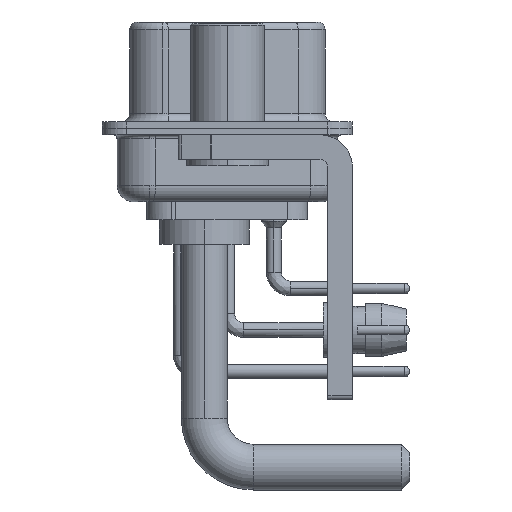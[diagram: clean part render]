
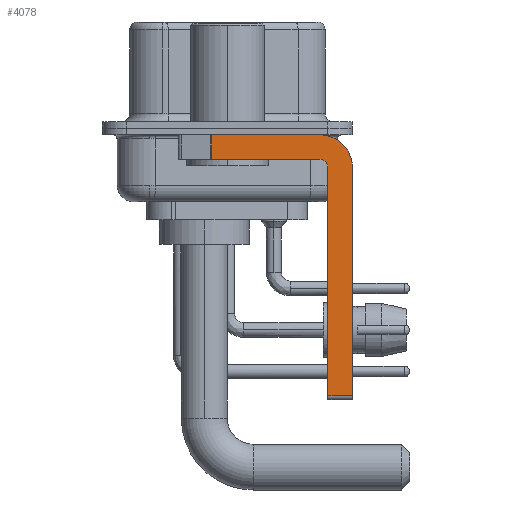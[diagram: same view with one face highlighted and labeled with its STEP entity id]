
A CAD part, left-side view. The second image highlights one B-rep face of the part: STEP entity #4078.
In plain terms, the highlighted planar face has unit normal (-1, 0, 0).
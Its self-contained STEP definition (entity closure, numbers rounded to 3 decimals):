
#474 = LINE ( 'NONE', #33447, #16656 ) ;
#929 = EDGE_CURVE ( 'NONE', #4379, #35692, #36999, .T. ) ;
#963 = FACE_OUTER_BOUND ( 'NONE', #7341, .T. ) ;
#1320 = EDGE_CURVE ( 'NONE', #37203, #35692, #36901, .T. ) ;
#2837 = CARTESIAN_POINT ( 'NONE',  ( -2.9, -7.65, -16.35 ) ) ;
#3231 = VERTEX_POINT ( 'NONE', #31503 ) ;
#3951 = DIRECTION ( 'NONE',  ( 0., -1., 0. ) ) ;
#4078 = ADVANCED_FACE ( 'NONE', ( #963 ), #9902, .F. ) ;
#4379 = VERTEX_POINT ( 'NONE', #12183 ) ;
#5675 = LINE ( 'NONE', #33757, #38179 ) ;
#6072 = VERTEX_POINT ( 'NONE', #34859 ) ;
#6923 = EDGE_CURVE ( 'NONE', #3231, #6072, #13474, .T. ) ;
#7341 = EDGE_LOOP ( 'NONE', ( #38363, #18290, #37446, #37207, #35559, #37730, #34073, #21950 ) ) ;
#7354 = CIRCLE ( 'NONE', #14768, 2. ) ;
#9902 = PLANE ( 'NONE',  #13418 ) ;
#10877 = VERTEX_POINT ( 'NONE', #19194 ) ;
#12183 = CARTESIAN_POINT ( 'NONE',  ( -2.9, -6.15, -16.35 ) ) ;
#12796 = DIRECTION ( 'NONE',  ( 0., 0., -1. ) ) ;
#13418 = AXIS2_PLACEMENT_3D ( 'NONE', #21734, #21922, #12796 ) ;
#13474 = CIRCLE ( 'NONE', #25855, 0.5 ) ;
#13648 = LINE ( 'NONE', #14031, #30163 ) ;
#14031 = CARTESIAN_POINT ( 'NONE',  ( -2.9, 0.978, -1.9 ) ) ;
#14768 = AXIS2_PLACEMENT_3D ( 'NONE', #32927, #29817, #20520 ) ;
#15169 = VECTOR ( 'NONE', #16225, 1000. ) ;
#15194 = VECTOR ( 'NONE', #16513, 1000. ) ;
#15641 = DIRECTION ( 'NONE',  ( 0., 0., 1. ) ) ;
#15706 = DIRECTION ( 'NONE',  ( 0., 1., 0. ) ) ;
#16225 = DIRECTION ( 'NONE',  ( 0., -1., 0. ) ) ;
#16513 = DIRECTION ( 'NONE',  ( 0., 0., -1. ) ) ;
#16656 = VECTOR ( 'NONE', #3951, 1000. ) ;
#16966 = VERTEX_POINT ( 'NONE', #18907 ) ;
#18244 = CARTESIAN_POINT ( 'NONE',  ( -2.9, -5.65, -2.4 ) ) ;
#18290 = ORIENTED_EDGE ( 'NONE', *, *, #18460, .T. ) ;
#18460 = EDGE_CURVE ( 'NONE', #23196, #10877, #13648, .T. ) ;
#18907 = CARTESIAN_POINT ( 'NONE',  ( -2.9, -5.65, -0.4 ) ) ;
#19194 = CARTESIAN_POINT ( 'NONE',  ( -2.9, 0.978, -1.9 ) ) ;
#19881 = CARTESIAN_POINT ( 'NONE',  ( -2.9, -7.65, -2.4 ) ) ;
#20520 = DIRECTION ( 'NONE',  ( 0., 0., -1. ) ) ;
#21541 = DIRECTION ( 'NONE',  ( 0., 0., 1. ) ) ;
#21734 = CARTESIAN_POINT ( 'NONE',  ( -2.9, -5.65, -2.4 ) ) ;
#21922 = DIRECTION ( 'NONE',  ( 1., 0., 0. ) ) ;
#21950 = ORIENTED_EDGE ( 'NONE', *, *, #28723, .F. ) ;
#22580 = DIRECTION ( 'NONE',  ( 0., 0., -1. ) ) ;
#23196 = VERTEX_POINT ( 'NONE', #27419 ) ;
#24583 = LINE ( 'NONE', #36232, #36047 ) ;
#25855 = AXIS2_PLACEMENT_3D ( 'NONE', #18244, #27167, #21541 ) ;
#25867 = CARTESIAN_POINT ( 'NONE',  ( -2.9, -5.65, -16.35 ) ) ;
#27167 = DIRECTION ( 'NONE',  ( -1., 0., 0. ) ) ;
#27419 = CARTESIAN_POINT ( 'NONE',  ( -2.9, 0.978, -0.4 ) ) ;
#28723 = EDGE_CURVE ( 'NONE', #16966, #37203, #7354, .T. ) ;
#28913 = CARTESIAN_POINT ( 'NONE',  ( -2.9, -7.65, -2.4 ) ) ;
#29343 = EDGE_CURVE ( 'NONE', #23196, #16966, #474, .T. ) ;
#29817 = DIRECTION ( 'NONE',  ( 1., 0., 0. ) ) ;
#30163 = VECTOR ( 'NONE', #22580, 1000. ) ;
#31503 = CARTESIAN_POINT ( 'NONE',  ( -2.9, -6.15, -2.4 ) ) ;
#32119 = EDGE_CURVE ( 'NONE', #4379, #3231, #24583, .T. ) ;
#32927 = CARTESIAN_POINT ( 'NONE',  ( -2.9, -5.65, -2.4 ) ) ;
#33447 = CARTESIAN_POINT ( 'NONE',  ( -2.9, 3., -0.4 ) ) ;
#33757 = CARTESIAN_POINT ( 'NONE',  ( -2.9, -5.65, -1.9 ) ) ;
#34073 = ORIENTED_EDGE ( 'NONE', *, *, #1320, .F. ) ;
#34859 = CARTESIAN_POINT ( 'NONE',  ( -2.9, -5.65, -1.9 ) ) ;
#34872 = EDGE_CURVE ( 'NONE', #6072, #10877, #5675, .T. ) ;
#35559 = ORIENTED_EDGE ( 'NONE', *, *, #32119, .F. ) ;
#35692 = VERTEX_POINT ( 'NONE', #2837 ) ;
#36047 = VECTOR ( 'NONE', #15641, 1000. ) ;
#36232 = CARTESIAN_POINT ( 'NONE',  ( -2.9, -6.15, -16.6 ) ) ;
#36901 = LINE ( 'NONE', #28913, #15194 ) ;
#36999 = LINE ( 'NONE', #25867, #15169 ) ;
#37203 = VERTEX_POINT ( 'NONE', #19881 ) ;
#37207 = ORIENTED_EDGE ( 'NONE', *, *, #6923, .F. ) ;
#37446 = ORIENTED_EDGE ( 'NONE', *, *, #34872, .F. ) ;
#37730 = ORIENTED_EDGE ( 'NONE', *, *, #929, .T. ) ;
#38179 = VECTOR ( 'NONE', #15706, 1000. ) ;
#38363 = ORIENTED_EDGE ( 'NONE', *, *, #29343, .F. ) ;
